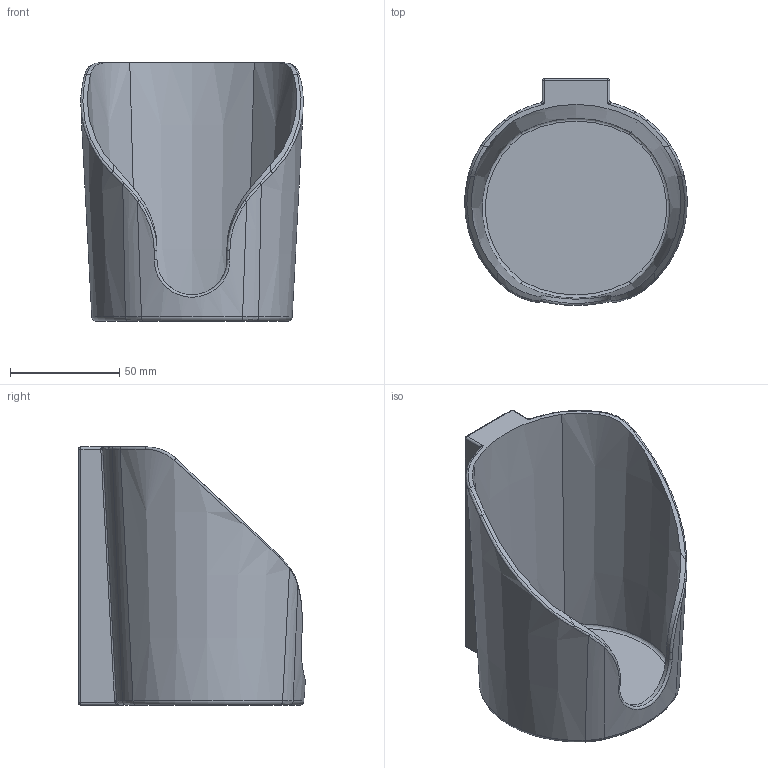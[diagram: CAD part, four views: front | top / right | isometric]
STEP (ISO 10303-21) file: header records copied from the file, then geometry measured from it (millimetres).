
FILE_DESCRIPTION((''),'2;1');
FILE_NAME('740003.iam.stp','2010-09-05T10:37:02',(''),(''),'Autodesk Inventor 2010','Autodesk Inventor 2010','');
FILE_SCHEMA(('AUTOMOTIVE_DESIGN { 1 0 10303 214 1 1 1 1 }'));
Length unit declared in the file: millimetre
Products named in the file (3): 740003; 740003-2; 740003-1
Assembly tree (2 placements, depth 2):
  740003
    740003-2
    740003-1
Bounding box: 101.67 x 103.56 x 118 mm (x, y, z)
Volume: 125162 mm3; surface area: 80027.7 mm2
Topology: 2 solids, 2 shells, 239 faces, 616 edges, 374 vertices
Faces by surface type: cylinder 91, plane 65, bspline 44, torus 26, cone 9, sphere 4
Entity records: 8357 total; most frequent: CARTESIAN_POINT 2637, ORIENTED_EDGE 1204, DIRECTION 1178, EDGE_CURVE 602, AXIS2_PLACEMENT_3D 459, VERTEX_POINT 372, VECTOR 260, LINE 260
